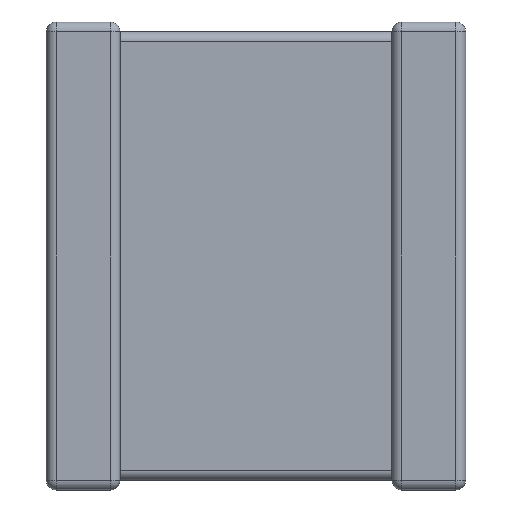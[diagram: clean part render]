
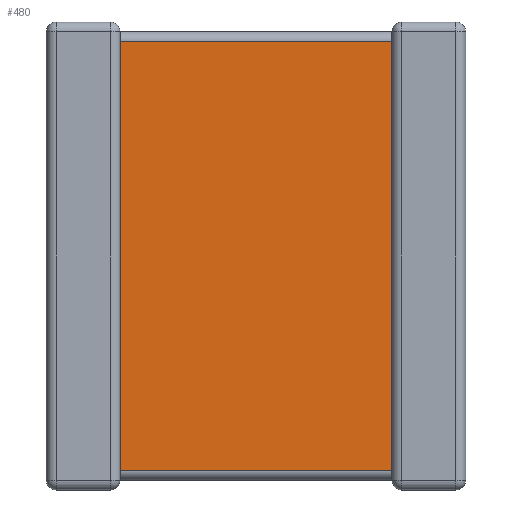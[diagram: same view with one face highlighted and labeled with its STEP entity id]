
A CAD part, front view. The second image highlights one B-rep face of the part: STEP entity #480.
In plain terms, the highlighted planar face has unit normal (0, -1, 0).
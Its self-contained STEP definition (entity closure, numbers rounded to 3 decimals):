
#97 = DIRECTION ( 'NONE',  ( 0., 0., 1. ) ) ;
#108 = DIRECTION ( 'NONE',  ( 0., -1., 0. ) ) ;
#209 = CARTESIAN_POINT ( 'NONE',  ( 7.83, 0.22, -0.441 ) ) ;
#225 = VERTEX_POINT ( 'NONE', #4089 ) ;
#281 = VERTEX_POINT ( 'NONE', #2353 ) ;
#307 = EDGE_CURVE ( 'NONE', #1912, #225, #2786, .T. ) ;
#315 = CARTESIAN_POINT ( 'NONE',  ( 1.67, 0.22, -10.159 ) ) ;
#480 = ADVANCED_FACE ( 'NONE', ( #3202 ), #3158, .T. ) ;
#499 = LINE ( 'NONE', #1512, #3719 ) ;
#530 = DIRECTION ( 'NONE',  ( -1., 0., 0. ) ) ;
#665 = EDGE_LOOP ( 'NONE', ( #2704, #720, #3341, #3043 ) ) ;
#680 = DIRECTION ( 'NONE',  ( 1., 0., 0. ) ) ;
#716 = CARTESIAN_POINT ( 'NONE',  ( 7.83, 0.22, -10.6 ) ) ;
#720 = ORIENTED_EDGE ( 'NONE', *, *, #307, .T. ) ;
#1016 = CARTESIAN_POINT ( 'NONE',  ( 7.83, 0.22, -10.159 ) ) ;
#1322 = LINE ( 'NONE', #4257, #4058 ) ;
#1512 = CARTESIAN_POINT ( 'NONE',  ( 1.67, 0.22, -10.6 ) ) ;
#1724 = VECTOR ( 'NONE', #4132, 1000. ) ;
#1890 = EDGE_CURVE ( 'NONE', #225, #3995, #2363, .T. ) ;
#1912 = VERTEX_POINT ( 'NONE', #315 ) ;
#2353 = CARTESIAN_POINT ( 'NONE',  ( 1.67, 0.22, -0.441 ) ) ;
#2363 = LINE ( 'NONE', #716, #1724 ) ;
#2485 = CARTESIAN_POINT ( 'NONE',  ( 1.67, 0.22, -10.6 ) ) ;
#2704 = ORIENTED_EDGE ( 'NONE', *, *, #2996, .F. ) ;
#2786 = LINE ( 'NONE', #1016, #2890 ) ;
#2890 = VECTOR ( 'NONE', #680, 1000. ) ;
#2996 = EDGE_CURVE ( 'NONE', #1912, #281, #499, .T. ) ;
#3043 = ORIENTED_EDGE ( 'NONE', *, *, #3443, .T. ) ;
#3158 = PLANE ( 'NONE',  #3296 ) ;
#3202 = FACE_OUTER_BOUND ( 'NONE', #665, .T. ) ;
#3296 = AXIS2_PLACEMENT_3D ( 'NONE', #2485, #108, #3498 ) ;
#3341 = ORIENTED_EDGE ( 'NONE', *, *, #1890, .T. ) ;
#3443 = EDGE_CURVE ( 'NONE', #3995, #281, #1322, .T. ) ;
#3498 = DIRECTION ( 'NONE',  ( 1., 0., 0. ) ) ;
#3719 = VECTOR ( 'NONE', #97, 1000. ) ;
#3995 = VERTEX_POINT ( 'NONE', #209 ) ;
#4058 = VECTOR ( 'NONE', #530, 1000. ) ;
#4089 = CARTESIAN_POINT ( 'NONE',  ( 7.83, 0.22, -10.159 ) ) ;
#4132 = DIRECTION ( 'NONE',  ( 0., 0., 1. ) ) ;
#4257 = CARTESIAN_POINT ( 'NONE',  ( 1.67, 0.22, -0.441 ) ) ;
